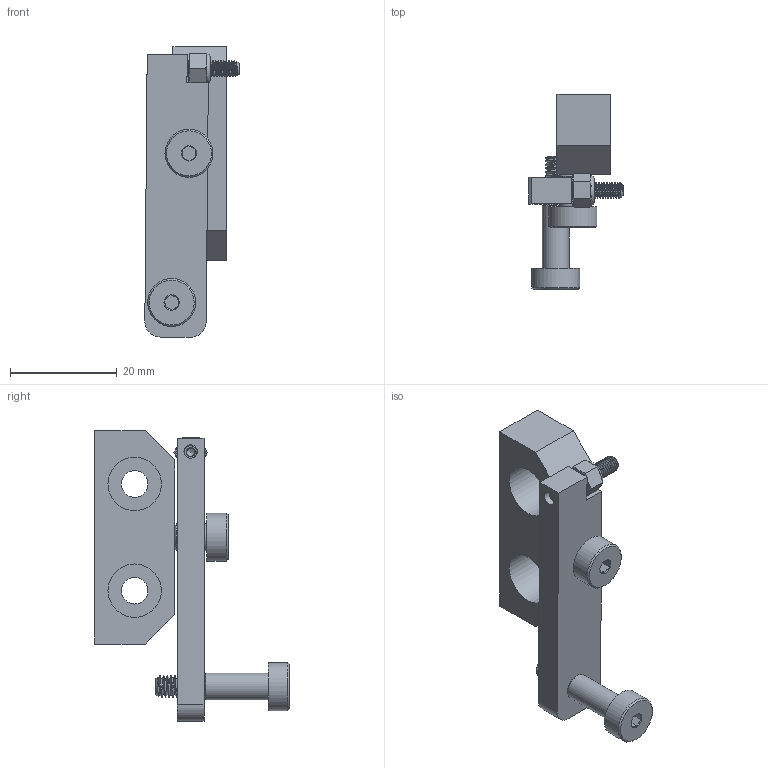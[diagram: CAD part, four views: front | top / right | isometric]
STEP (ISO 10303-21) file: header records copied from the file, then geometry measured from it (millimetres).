
FILE_DESCRIPTION(/* description */ (''),/* implementation_level */ '2;1');
FILE_NAME(/* name */ 'Front Idler Mount 1.0.step',/* time_stamp */ '2020-11-18T04:56:50-06:00',/* author */ (''),/* organization */ (''),/* preprocessor_version */ 'ST-DEVELOPER v18.1',/* originating_system */ 'Autodesk Translation Framework v9.3.0.1241',/* authorisation */ '');
FILE_SCHEMA (('AUTOMOTIVE_DESIGN { 1 0 10303 214 3 1 1 }'));
Length unit declared in the file: millimetre
Products named in the file (6): Front Idler Mount (v6~recovered); m; 92981A146_ALLOY STEEL SHOULDER SCREW; 92981A034_ALLOY STEEL SHOULDER SCREW; 93245A107_NONMARRING FLAT POINT SOCKET SET SCREW; 90576A102_ZINC-PLATED CLASS 8 STL NYLON-INSERT LOCKNUT
Assembly tree (5 placements, depth 2):
  Front Idler Mount (v6~recovered)
    m
    92981A146_ALLOY STEEL SHOULDER SCREW
    92981A034_ALLOY STEEL SHOULDER SCREW
    93245A107_NONMARRING FLAT POINT SOCKET SET SCREW
    90576A102_ZINC-PLATED CLASS 8 STL NYLON-INSERT LOCKNUT
Bounding box: 17.68 x 36.5 x 54.5 mm (x, y, z)
Volume: 8179.7 mm3; surface area: 6270.9 mm2
Topology: 7 solids, 7 shells, 277 faces, 688 edges, 435 vertices
Faces by surface type: cylinder 139, plane 66, cone 61, bspline 6, torus 5
Full cylindrical faces by diameter (mm): 2.35 x31, 2.529 x1, 2.538 x1, 2.594 x6, 2.796 x2, 3 x34, 3.091 x20, 3.352 x1, 4 x16, 5 x5, 9 x2, 10 x2
Entity records: 16021 total; most frequent: CARTESIAN_POINT 9900, ORIENTED_EDGE 1374, DIRECTION 1098, EDGE_CURVE 687, VERTEX_POINT 435, AXIS2_PLACEMENT_3D 431, EDGE_LOOP 304, FACE_OUTER_BOUND 277
